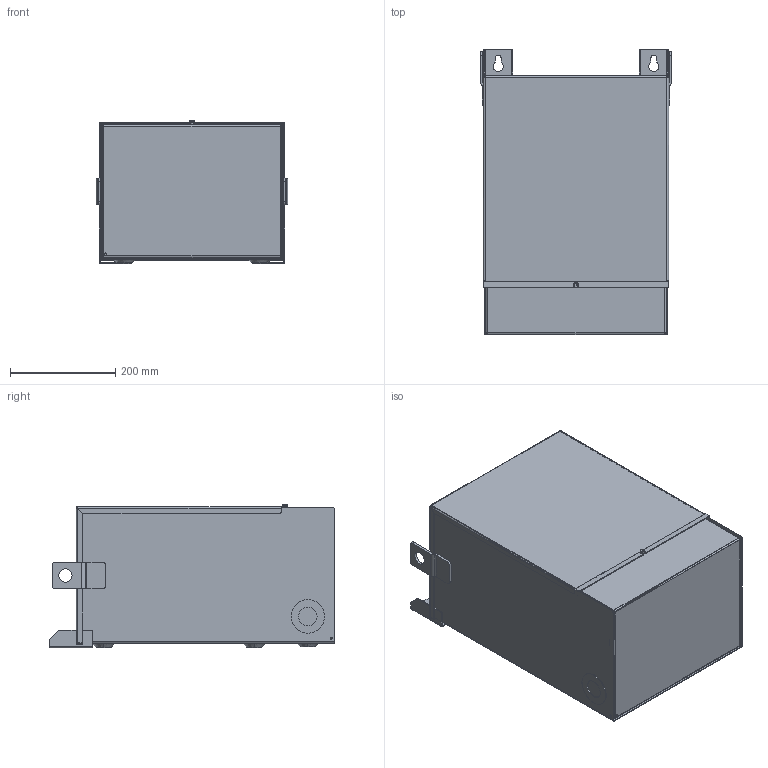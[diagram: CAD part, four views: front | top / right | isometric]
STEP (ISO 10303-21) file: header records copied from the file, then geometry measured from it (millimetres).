
FILE_DESCRIPTION (( 'STEP AP203' ), '1' );
FILE_NAME ('C1F015LES.step', '2020-03-24T14:44:07', ( '' ), ( '' ), 'SwSTEP 2.0', 'SolidWorks 2019', '' );
FILE_SCHEMA (( 'CONFIG_CONTROL_DESIGN' ));
Length unit declared in the file: inch
Products named in the file (1): C1F015LES
Bounding box: 363.43 x 541.65 x 272.66 mm (x, y, z)
Volume: 1375393.8 mm3; surface area: 1653939.4 mm2
Topology: 8 solids, 8 shells, 349 faces, 850 edges, 540 vertices
Faces by surface type: plane 174, cylinder 137, cone 26, bspline 12
Entity records: 11190 total; most frequent: CARTESIAN_POINT 2747, DIRECTION 1782, ORIENTED_EDGE 1700, EDGE_CURVE 850, AXIS2_PLACEMENT_3D 634, VERTEX_POINT 540, LINE 514, VECTOR 514
